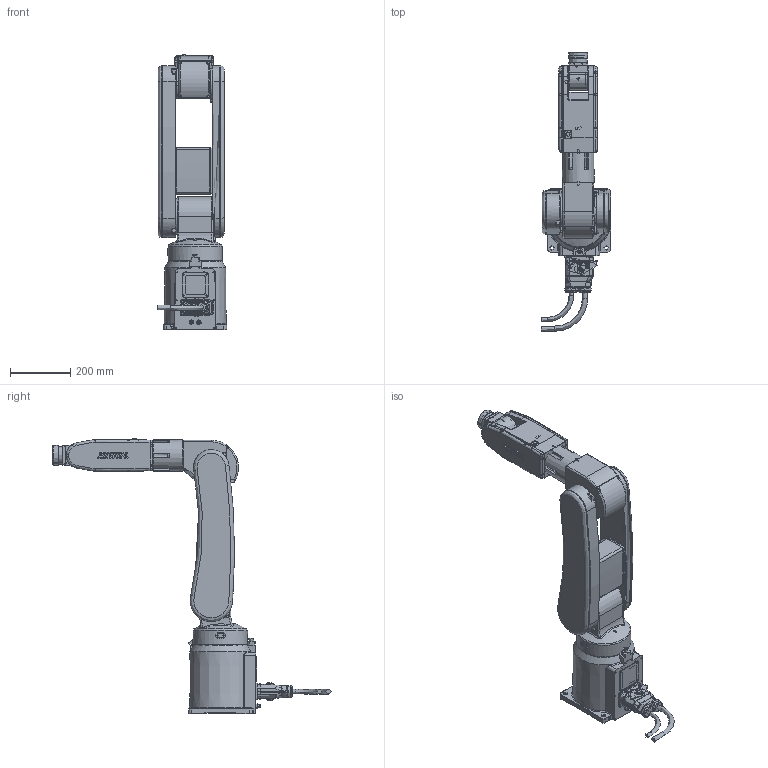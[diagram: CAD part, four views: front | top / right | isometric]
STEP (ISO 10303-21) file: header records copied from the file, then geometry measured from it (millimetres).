
FILE_DESCRIPTION(/* description */ (''),/* implementation_level */ '2;1');
FILE_NAME(/* name */ 'RT605-909-GB_3D_v2.stp',/* time_stamp */ '2019-06-06T13:11:15+08:00',/* author */ ('yiting'),/* organization */ (''),/* preprocessor_version */ 'ST-DEVELOPER v16.5',/* originating_system */ 'Autodesk Inventor 2017',/* authorisation */ '');
FILE_SCHEMA (('AUTOMOTIVE_DESIGN { 1 0 10303 214 3 1 1 }'));
Products named in the file (9): RT605-909-GB_3D_v2; 001; 002; 003; 004; 005; 006; 007; 008_1
Assembly tree (8 placements, depth 2):
  RT605-909-GB_3D_v2
    001
    002
    003
    004
    005
    006
    007
    008_1
Bounding box: 230.93 x 921.15 x 911.75 mm (x, y, z)
Volume: 21309177.7 mm3; surface area: 1600622.3 mm2
Topology: 8 solids, 84 shells, 5645 faces, 15900 edges, 10331 vertices
Faces by surface type: plane 3091, cylinder 1620, bspline 406, cone 308, torus 200, sphere 20
Full cylindrical faces by diameter (mm): 1 x2, 1.7 x4, 2 x2, 2.459 x14, 2.6 x2, 3 x4, 3.242 x12, 3.4 x4, 3.5 x12, 4 x7, 4.134 x17, 4.3 x6, 4.6 x2, 5 x3, 5.2 x4, 5.4 x24, 5.5 x20, 6 x8, 6.647 x4, 7 x10, 8 x7, 8.4 x3, 9.5 x2, 10 x6, 11 x4, 12 x6, 12.8 x1, 13 x6, 15 x3, 15.3 x1
Entity records: 206617 total; most frequent: CARTESIAN_POINT 62421, ORIENTED_EDGE 30290, DIRECTION 29627, EDGE_CURVE 15168, AXIS2_PLACEMENT_3D 10224, VERTEX_POINT 10123, LINE 9179, VECTOR 9179
